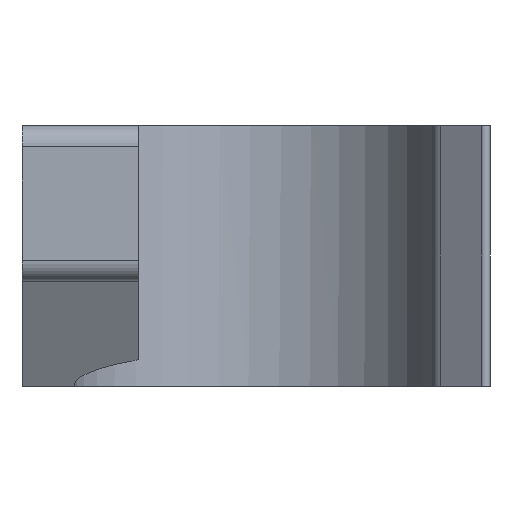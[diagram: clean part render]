
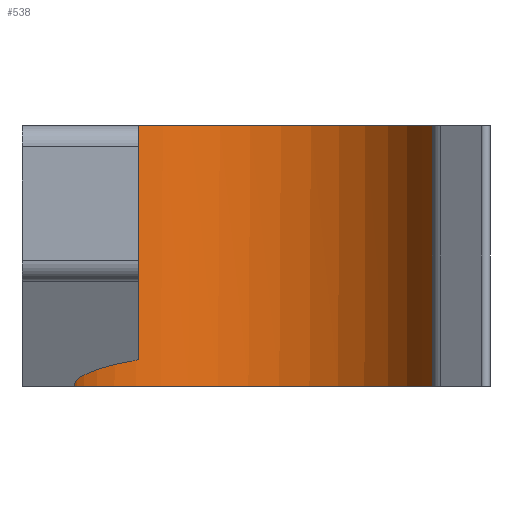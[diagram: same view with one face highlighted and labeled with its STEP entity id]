
A CAD part, front view. The second image highlights one B-rep face of the part: STEP entity #538.
In plain terms, the highlighted cylindrical face has radius 17.5 mm (diameter 35 mm), a partial arc.
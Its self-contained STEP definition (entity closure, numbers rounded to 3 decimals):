
#15=ELLIPSE('',#593,17.802,17.5);
#54=FACE_OUTER_BOUND('',#86,.T.);
#86=EDGE_LOOP('',(#443,#444,#445,#446,#447));
#143=LINE('',#902,#193);
#144=LINE('',#905,#194);
#193=VECTOR('',#731,10.);
#194=VECTOR('',#734,10.);
#216=CIRCLE('',#604,17.5);
#217=CIRCLE('',#605,17.5);
#265=VERTEX_POINT('',#875);
#266=VERTEX_POINT('',#877);
#267=VERTEX_POINT('',#899);
#268=VERTEX_POINT('',#901);
#269=VERTEX_POINT('',#903);
#321=EDGE_CURVE('',#266,#265,#15,.T.);
#333=EDGE_CURVE('',#265,#267,#216,.T.);
#334=EDGE_CURVE('',#267,#268,#143,.T.);
#335=EDGE_CURVE('',#269,#268,#217,.T.);
#336=EDGE_CURVE('',#266,#269,#144,.T.);
#443=ORIENTED_EDGE('',*,*,#321,.T.);
#444=ORIENTED_EDGE('',*,*,#333,.T.);
#445=ORIENTED_EDGE('',*,*,#334,.T.);
#446=ORIENTED_EDGE('',*,*,#335,.F.);
#447=ORIENTED_EDGE('',*,*,#336,.F.);
#517=CYLINDRICAL_SURFACE('',#603,17.5);
#538=ADVANCED_FACE('',(#54),#517,.F.);
#593=AXIS2_PLACEMENT_3D('',#878,#697,#698);
#603=AXIS2_PLACEMENT_3D('',#898,#727,#728);
#604=AXIS2_PLACEMENT_3D('',#900,#729,#730);
#605=AXIS2_PLACEMENT_3D('',#904,#732,#733);
#697=DIRECTION('center_axis',(0.,-0.183,-0.983));
#698=DIRECTION('ref_axis',(0.,-0.983,0.183));
#727=DIRECTION('center_axis',(0.,0.,1.));
#728=DIRECTION('ref_axis',(-0.968,-0.252,0.));
#729=DIRECTION('center_axis',(0.,0.,-1.));
#730=DIRECTION('ref_axis',(-0.968,-0.252,0.));
#731=DIRECTION('',(0.,0.,1.));
#732=DIRECTION('center_axis',(0.,0.,-1.));
#733=DIRECTION('ref_axis',(-0.968,-0.252,0.));
#734=DIRECTION('',(0.,0.,1.));
#875=CARTESIAN_POINT('',(-17.5,0.,0.));
#877=CARTESIAN_POINT('',(-11.931,-12.803,2.39));
#878=CARTESIAN_POINT('Origin',(0.,0.,0.));
#898=CARTESIAN_POINT('Origin',(0.,0.,0.));
#899=CARTESIAN_POINT('',(16.937,4.403,0.));
#900=CARTESIAN_POINT('Origin',(0.,0.,0.));
#901=CARTESIAN_POINT('',(16.937,4.403,25.));
#902=CARTESIAN_POINT('',(16.937,4.403,0.));
#903=CARTESIAN_POINT('',(-11.931,-12.803,25.));
#904=CARTESIAN_POINT('Origin',(0.,0.,25.));
#905=CARTESIAN_POINT('',(-11.931,-12.803,0.));
